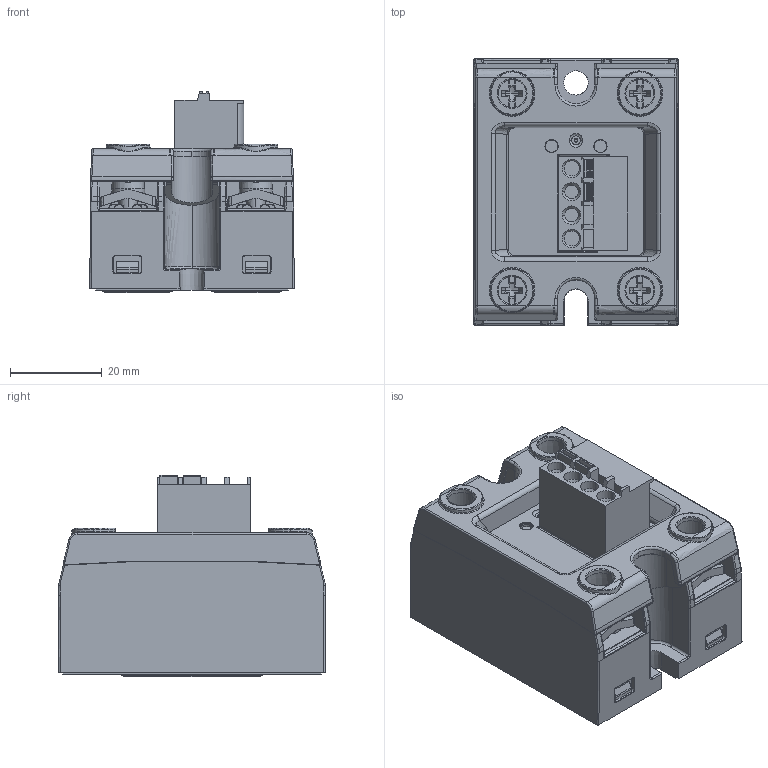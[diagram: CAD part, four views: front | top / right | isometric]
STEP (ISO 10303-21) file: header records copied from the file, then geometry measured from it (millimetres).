
FILE_DESCRIPTION((''),'2;1');
FILE_NAME('CGI1291-01.stp','2016-08-18T12:31:32',(''),(''),'Mechanical Desktop 2009','Mechanical Desktop 2009',', , ');
FILE_SCHEMA(('CONFIG_CONTROL_DESIGN'));
Length unit declared in the file: millimetre
Products named in the file (2): Product; CGI1291-01-3D
Assembly tree (1 placements, depth 2):
  Product
    CGI1291-01-3D
Bounding box: 44.5 x 58 x 43.84 mm (x, y, z)
Volume: 68403 mm3; surface area: 18919.9 mm2
Topology: 1 solids, 1 shells, 1467 faces, 4275 edges, 2858 vertices
Faces by surface type: bspline 806, plane 283, cylinder 265, torus 61, cone 44, sphere 8
Entity records: 62358 total; most frequent: CARTESIAN_POINT 25997, ORIENTED_EDGE 8534, DIRECTION 6632, EDGE_CURVE 4267, VERTEX_POINT 2858, AXIS2_PLACEMENT_3D 2332, VECTOR 1968, LINE 1968
